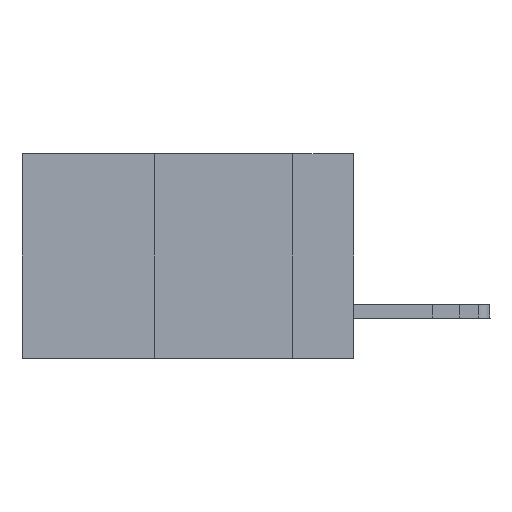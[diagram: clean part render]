
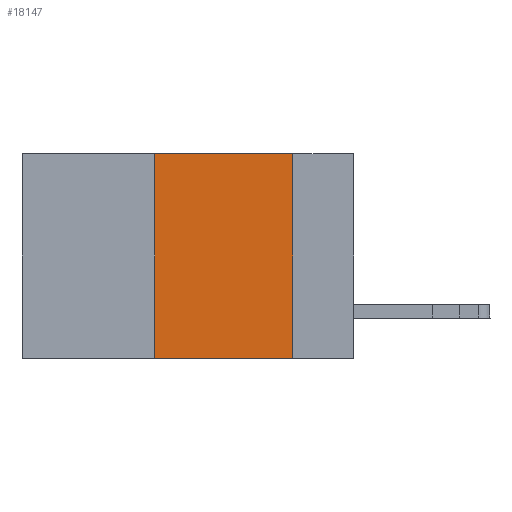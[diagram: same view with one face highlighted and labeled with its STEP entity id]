
A CAD part, left-side view. The second image highlights one B-rep face of the part: STEP entity #18147.
In plain terms, the highlighted planar face has unit normal (-1, 0, 0).
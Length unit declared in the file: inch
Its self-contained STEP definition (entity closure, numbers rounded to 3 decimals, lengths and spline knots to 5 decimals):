
#8 = CARTESIAN_POINT ( 'NONE',  ( 0., 0.11, 0. ) ) ;
#365 = EDGE_CURVE ( 'NONE', #33941, #23167, #14230, .T. ) ;
#2339 = DIRECTION ( 'NONE',  ( 0., 0., -1. ) ) ;
#3729 = AXIS2_PLACEMENT_3D ( 'NONE', #16418, #27728, #2339 ) ;
#4074 = DIRECTION ( 'NONE',  ( 0., 0., 1. ) ) ;
#4357 = ORIENTED_EDGE ( 'NONE', *, *, #5343, .T. ) ;
#5300 = DIRECTION ( 'NONE',  ( 0., -1., 0. ) ) ;
#5343 = EDGE_CURVE ( 'NONE', #34005, #12754, #24899, .T. ) ;
#8217 = VECTOR ( 'NONE', #5300, 39.37008 ) ;
#10619 = CARTESIAN_POINT ( 'NONE',  ( 0., 0.36, 0. ) ) ;
#11024 = ORIENTED_EDGE ( 'NONE', *, *, #21542, .F. ) ;
#11731 = EDGE_CURVE ( 'NONE', #23167, #12754, #34097, .T. ) ;
#11815 = CARTESIAN_POINT ( 'NONE',  ( 0., 0.6, 0. ) ) ;
#12741 = EDGE_LOOP ( 'NONE', ( #15941, #30972, #11024, #4357 ) ) ;
#12754 = VERTEX_POINT ( 'NONE', #25204 ) ;
#14230 = LINE ( 'NONE', #11815, #33253 ) ;
#15941 = ORIENTED_EDGE ( 'NONE', *, *, #11731, .F. ) ;
#16418 = CARTESIAN_POINT ( 'NONE',  ( 0., 0.6, 0. ) ) ;
#17230 = DIRECTION ( 'NONE',  ( 0., 0., -1. ) ) ;
#18147 = ADVANCED_FACE ( 'NONE', ( #27552 ), #30528, .F. ) ;
#19456 = VECTOR ( 'NONE', #17230, 39.37008 ) ;
#20542 = LINE ( 'NONE', #32599, #22564 ) ;
#21542 = EDGE_CURVE ( 'NONE', #34005, #33941, #20542, .T. ) ;
#21587 = CARTESIAN_POINT ( 'NONE',  ( 0., 0.6, -0.37 ) ) ;
#22564 = VECTOR ( 'NONE', #4074, 39.37008 ) ;
#23126 = DIRECTION ( 'NONE',  ( 0., -1., 0. ) ) ;
#23167 = VERTEX_POINT ( 'NONE', #27628 ) ;
#24899 = LINE ( 'NONE', #21587, #8217 ) ;
#25204 = CARTESIAN_POINT ( 'NONE',  ( 0., 0.11, -0.37 ) ) ;
#27552 = FACE_OUTER_BOUND ( 'NONE', #12741, .T. ) ;
#27628 = CARTESIAN_POINT ( 'NONE',  ( 0., 0.11, 0. ) ) ;
#27728 = DIRECTION ( 'NONE',  ( 1., 0., 0. ) ) ;
#28040 = CARTESIAN_POINT ( 'NONE',  ( 0., 0.36, -0.37 ) ) ;
#30528 = PLANE ( 'NONE',  #3729 ) ;
#30972 = ORIENTED_EDGE ( 'NONE', *, *, #365, .F. ) ;
#32599 = CARTESIAN_POINT ( 'NONE',  ( 0., 0.36, 0. ) ) ;
#33253 = VECTOR ( 'NONE', #23126, 39.37008 ) ;
#33941 = VERTEX_POINT ( 'NONE', #10619 ) ;
#34005 = VERTEX_POINT ( 'NONE', #28040 ) ;
#34097 = LINE ( 'NONE', #8, #19456 ) ;
